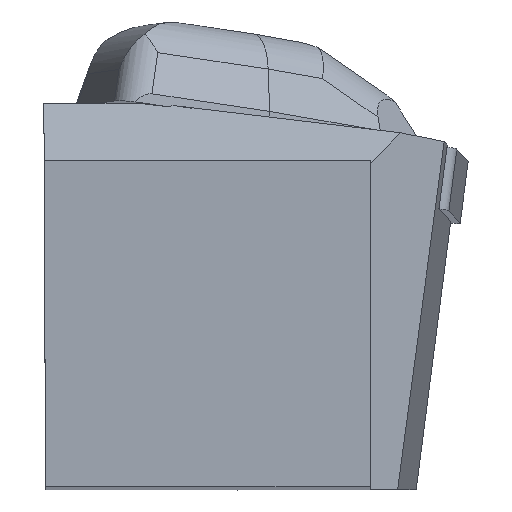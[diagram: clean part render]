
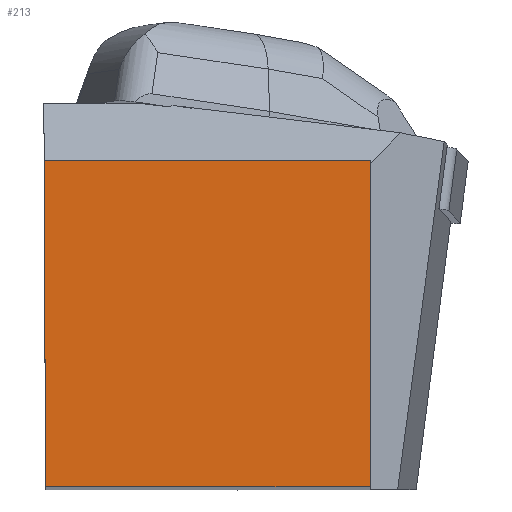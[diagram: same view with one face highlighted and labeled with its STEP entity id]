
A CAD part, top view. The second image highlights one B-rep face of the part: STEP entity #213.
In plain terms, the highlighted planar face has unit normal (0, 0, 1).
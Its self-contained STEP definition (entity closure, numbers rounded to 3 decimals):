
#148=FACE_OUTER_BOUND('',#613,.T.);
#213=ADVANCED_FACE('BLANK_BOXF006',(#148),#272,.F.);
#272=PLANE('',#1449);
#363=LINE('',#2096,#499);
#368=LINE('',#2107,#504);
#375=LINE('',#2122,#511);
#376=LINE('',#2124,#512);
#499=VECTOR('',#1661,1.);
#504=VECTOR('',#1668,1.);
#511=VECTOR('',#1683,1.);
#512=VECTOR('',#1684,1.);
#613=EDGE_LOOP('',(#793,#794,#795,#796));
#793=ORIENTED_EDGE('',*,*,#1224,.T.);
#794=ORIENTED_EDGE('',*,*,#1225,.T.);
#795=ORIENTED_EDGE('',*,*,#1211,.T.);
#796=ORIENTED_EDGE('',*,*,#1216,.T.);
#1074=VERTEX_POINT('',#2095);
#1075=VERTEX_POINT('',#2097);
#1079=VERTEX_POINT('',#2106);
#1084=VERTEX_POINT('',#2123);
#1211=EDGE_CURVE('',#1075,#1074,#363,.T.);
#1216=EDGE_CURVE('',#1074,#1079,#368,.T.);
#1224=EDGE_CURVE('',#1079,#1084,#375,.T.);
#1225=EDGE_CURVE('',#1084,#1075,#376,.T.);
#1449=AXIS2_PLACEMENT_3D('',#2125,#1685,#1686);
#1661=DIRECTION('',(0.004,-1.,0.));
#1668=DIRECTION('',(1.,0.,0.));
#1683=DIRECTION('',(0.,1.,0.));
#1684=DIRECTION('',(-1.,0.,0.));
#1685=DIRECTION('',(0.,0.,-1.));
#1686=DIRECTION('',(1.,0.,0.));
#2095=CARTESIAN_POINT('',(0.109,0.,0.));
#2096=CARTESIAN_POINT('',(-0.604,163.348,0.));
#2097=CARTESIAN_POINT('',(0.,24.875,0.));
#2106=CARTESIAN_POINT('',(24.875,0.,0.));
#2107=CARTESIAN_POINT('',(-163.35,0.,0.));
#2122=CARTESIAN_POINT('',(24.875,-163.35,0.));
#2123=CARTESIAN_POINT('',(24.875,24.875,0.));
#2124=CARTESIAN_POINT('',(163.35,24.875,0.));
#2125=CARTESIAN_POINT('',(44.35,-5.,0.));
